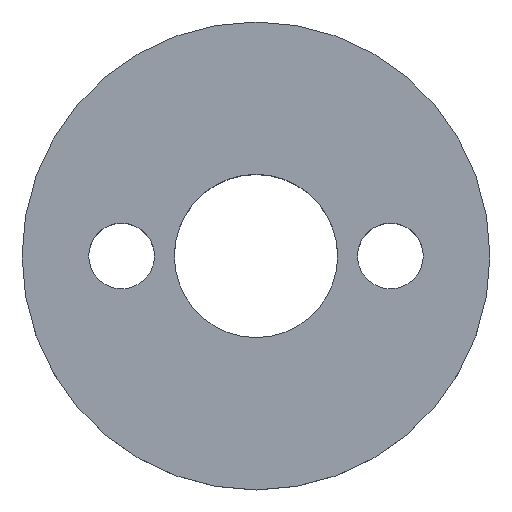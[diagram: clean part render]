
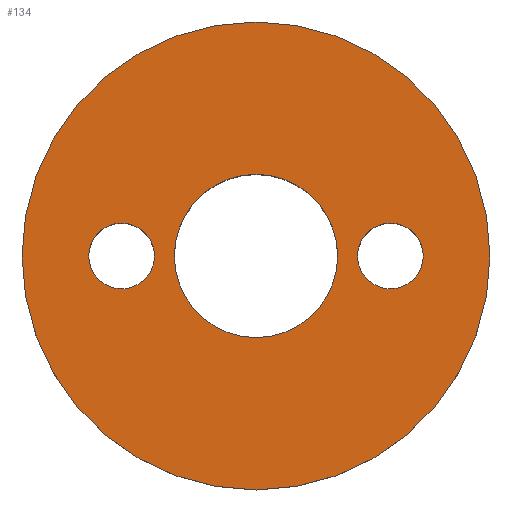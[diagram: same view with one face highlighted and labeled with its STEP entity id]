
A CAD part, top view. The second image highlights one B-rep face of the part: STEP entity #134.
In plain terms, the highlighted planar face has unit normal (0, 0, 1).
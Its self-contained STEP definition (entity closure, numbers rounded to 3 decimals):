
#18=FACE_BOUND('',#43,.T.);
#19=FACE_BOUND('',#44,.T.);
#20=FACE_BOUND('',#45,.T.);
#23=PLANE('',#166);
#31=FACE_OUTER_BOUND('',#42,.T.);
#42=EDGE_LOOP('',(#117));
#43=EDGE_LOOP('',(#118));
#44=EDGE_LOOP('',(#119));
#45=EDGE_LOOP('',(#120));
#58=CIRCLE('',#151,4.1);
#60=CIRCLE('',#154,1.65);
#62=CIRCLE('',#157,1.65);
#67=CIRCLE('',#165,11.75);
#68=VERTEX_POINT('',#213);
#70=VERTEX_POINT('',#219);
#72=VERTEX_POINT('',#225);
#77=VERTEX_POINT('',#240);
#78=EDGE_CURVE('',#68,#68,#58,.T.);
#81=EDGE_CURVE('',#70,#70,#60,.T.);
#84=EDGE_CURVE('',#72,#72,#62,.T.);
#92=EDGE_CURVE('',#77,#77,#67,.T.);
#117=ORIENTED_EDGE('',*,*,#92,.T.);
#118=ORIENTED_EDGE('',*,*,#78,.T.);
#119=ORIENTED_EDGE('',*,*,#81,.T.);
#120=ORIENTED_EDGE('',*,*,#84,.T.);
#134=ADVANCED_FACE('',(#31,#18,#19,#20),#23,.T.);
#151=AXIS2_PLACEMENT_3D('',#214,#172,#173);
#154=AXIS2_PLACEMENT_3D('',#220,#179,#180);
#157=AXIS2_PLACEMENT_3D('',#226,#186,#187);
#165=AXIS2_PLACEMENT_3D('',#242,#205,#206);
#166=AXIS2_PLACEMENT_3D('',#243,#207,#208);
#172=DIRECTION('center_axis',(0.,0.,-1.));
#173=DIRECTION('ref_axis',(-1.,0.,0.));
#179=DIRECTION('center_axis',(0.,0.,-1.));
#180=DIRECTION('ref_axis',(-1.,0.,0.));
#186=DIRECTION('center_axis',(0.,0.,-1.));
#187=DIRECTION('ref_axis',(-1.,0.,0.));
#205=DIRECTION('center_axis',(0.,0.,1.));
#206=DIRECTION('ref_axis',(1.,0.,0.));
#207=DIRECTION('center_axis',(0.,0.,1.));
#208=DIRECTION('ref_axis',(1.,0.,0.));
#213=CARTESIAN_POINT('',(4.1,0.,0.));
#214=CARTESIAN_POINT('Origin',(0.,0.,0.));
#219=CARTESIAN_POINT('',(8.4,0.,0.));
#220=CARTESIAN_POINT('Origin',(6.75,0.,0.));
#225=CARTESIAN_POINT('',(-5.1,0.,0.));
#226=CARTESIAN_POINT('Origin',(-6.75,0.,0.));
#240=CARTESIAN_POINT('',(-11.75,0.,0.));
#242=CARTESIAN_POINT('Origin',(0.,0.,0.));
#243=CARTESIAN_POINT('Origin',(0.,0.,0.));
